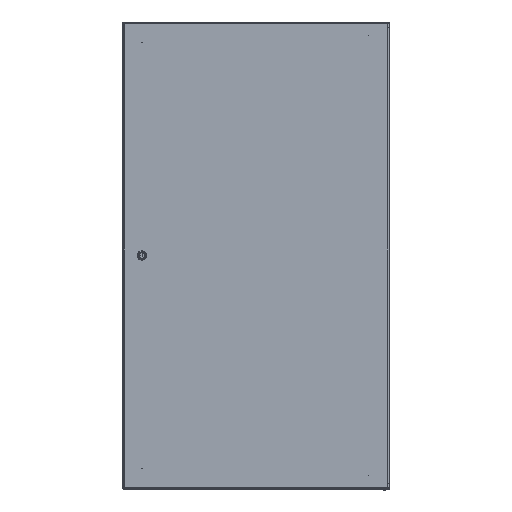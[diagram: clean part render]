
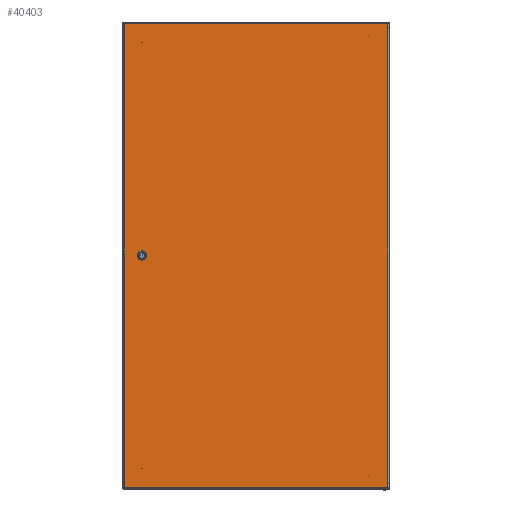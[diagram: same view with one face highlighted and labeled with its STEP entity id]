
A CAD part, top view. The second image highlights one B-rep face of the part: STEP entity #40403.
In plain terms, the highlighted face is planar.
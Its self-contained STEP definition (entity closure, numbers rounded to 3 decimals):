
#339 = EDGE_CURVE ( 'NONE', #10242, #10881, #79143, .T. ) ;
#997 = VECTOR ( 'NONE', #87620, 1000. ) ;
#2133 = FACE_OUTER_BOUND ( 'NONE', #49677, .T. ) ;
#3467 = LINE ( 'NONE', #10351, #71811 ) ;
#3683 = DIRECTION ( 'NONE',  ( 0., 0., 1. ) ) ;
#3895 = DIRECTION ( 'NONE',  ( 1., 0., 0. ) ) ;
#4560 = CARTESIAN_POINT ( 'NONE',  ( 3492.5, -695.4, -1.4 ) ) ;
#4698 = CIRCLE ( 'NONE', #66294, 11.25 ) ;
#6372 = CARTESIAN_POINT ( 'NONE',  ( -394.4, -695.4, -1.4 ) ) ;
#8497 = CARTESIAN_POINT ( 'NONE',  ( 347.137, -10.25, -1.4 ) ) ;
#8782 = CARTESIAN_POINT ( 'NONE',  ( 332.25, -4.637, -1.4 ) ) ;
#9819 = DIRECTION ( 'NONE',  ( 1., 0., 0. ) ) ;
#10083 = DIRECTION ( 'NONE',  ( -1., 0., 0. ) ) ;
#10242 = VERTEX_POINT ( 'NONE', #74273 ) ;
#10351 = CARTESIAN_POINT ( 'NONE',  ( 352.75, 4.637, -1.4 ) ) ;
#10881 = VERTEX_POINT ( 'NONE', #8497 ) ;
#13446 = EDGE_CURVE ( 'NONE', #31683, #30580, #75780, .T. ) ;
#13641 = CARTESIAN_POINT ( 'NONE',  ( 352.75, 4.637, -1.4 ) ) ;
#13983 = EDGE_CURVE ( 'NONE', #90546, #27394, #28808, .T. ) ;
#14617 = CARTESIAN_POINT ( 'NONE',  ( 347.137, 10.25, -1.4 ) ) ;
#14697 = ORIENTED_EDGE ( 'NONE', *, *, #30642, .T. ) ;
#14999 = VERTEX_POINT ( 'NONE', #6372 ) ;
#16507 = CARTESIAN_POINT ( 'NONE',  ( 394.4, 4191., -1.4 ) ) ;
#17422 = LINE ( 'NONE', #4560, #61077 ) ;
#23657 = PLANE ( 'NONE',  #53114 ) ;
#23896 = AXIS2_PLACEMENT_3D ( 'NONE', #54028, #61835, #60463 ) ;
#25318 = CARTESIAN_POINT ( 'NONE',  ( -394.4, 695.4, -1.4 ) ) ;
#25495 = CIRCLE ( 'NONE', #76815, 11.25 ) ;
#26855 = EDGE_CURVE ( 'NONE', #86997, #90546, #25495, .T. ) ;
#27394 = VERTEX_POINT ( 'NONE', #82838 ) ;
#27480 = CARTESIAN_POINT ( 'NONE',  ( -394.4, 4191., -1.4 ) ) ;
#27661 = ORIENTED_EDGE ( 'NONE', *, *, #339, .T. ) ;
#27703 = ORIENTED_EDGE ( 'NONE', *, *, #26855, .T. ) ;
#28293 = CARTESIAN_POINT ( 'NONE',  ( 342.5, 0., -1.4 ) ) ;
#28808 = LINE ( 'NONE', #14617, #79037 ) ;
#29087 = VECTOR ( 'NONE', #40376, 1000. ) ;
#30580 = VERTEX_POINT ( 'NONE', #8782 ) ;
#30642 = EDGE_CURVE ( 'NONE', #10881, #40809, #4698, .T. ) ;
#31683 = VERTEX_POINT ( 'NONE', #64258 ) ;
#33522 = CARTESIAN_POINT ( 'NONE',  ( 332.25, 4.637, -1.4 ) ) ;
#33562 = EDGE_CURVE ( 'NONE', #87021, #59353, #77565, .T. ) ;
#33869 = CARTESIAN_POINT ( 'NONE',  ( 347.137, 10.25, -1.4 ) ) ;
#35595 = VECTOR ( 'NONE', #42671, 1000. ) ;
#35634 = CARTESIAN_POINT ( 'NONE',  ( 394.4, 695.4, -1.4 ) ) ;
#36147 = ORIENTED_EDGE ( 'NONE', *, *, #89171, .T. ) ;
#38049 = DIRECTION ( 'NONE',  ( -1., 0., 0. ) ) ;
#39782 = DIRECTION ( 'NONE',  ( 1., 0., 0. ) ) ;
#40086 = EDGE_LOOP ( 'NONE', ( #53062, #40271, #69321, #27661, #14697, #46936, #27703, #80937 ) ) ;
#40271 = ORIENTED_EDGE ( 'NONE', *, *, #13446, .T. ) ;
#40376 = DIRECTION ( 'NONE',  ( 0., -1., 0. ) ) ;
#40403 = ADVANCED_FACE ( 'NONE', ( #2133, #86542 ), #23657, .F. ) ;
#40809 = VERTEX_POINT ( 'NONE', #79423 ) ;
#41245 = EDGE_CURVE ( 'NONE', #27394, #31683, #61986, .T. ) ;
#41721 = LINE ( 'NONE', #27480, #29087 ) ;
#42671 = DIRECTION ( 'NONE',  ( -1., 0., 0. ) ) ;
#43401 = CIRCLE ( 'NONE', #85975, 11.25 ) ;
#44978 = DIRECTION ( 'NONE',  ( 1., 0., 0. ) ) ;
#45227 = CARTESIAN_POINT ( 'NONE',  ( 394.4, -695.4, -1.4 ) ) ;
#45259 = ORIENTED_EDGE ( 'NONE', *, *, #73536, .T. ) ;
#45320 = VECTOR ( 'NONE', #67980, 1000. ) ;
#45662 = DIRECTION ( 'NONE',  ( 0., 1., 0. ) ) ;
#46936 = ORIENTED_EDGE ( 'NONE', *, *, #78955, .T. ) ;
#49677 = EDGE_LOOP ( 'NONE', ( #56457, #54503, #36147, #45259 ) ) ;
#52456 = VERTEX_POINT ( 'NONE', #45227 ) ;
#53062 = ORIENTED_EDGE ( 'NONE', *, *, #41245, .T. ) ;
#53114 = AXIS2_PLACEMENT_3D ( 'NONE', #79637, #67225, #3895 ) ;
#54028 = CARTESIAN_POINT ( 'NONE',  ( 342.5, 0., -1.4 ) ) ;
#54503 = ORIENTED_EDGE ( 'NONE', *, *, #33562, .F. ) ;
#54810 = VECTOR ( 'NONE', #9819, 1000. ) ;
#55414 = DIRECTION ( 'NONE',  ( 1., 0., 0. ) ) ;
#56457 = ORIENTED_EDGE ( 'NONE', *, *, #61592, .F. ) ;
#56463 = CARTESIAN_POINT ( 'NONE',  ( 3492.5, 695.4, -1.4 ) ) ;
#59353 = VERTEX_POINT ( 'NONE', #25318 ) ;
#60463 = DIRECTION ( 'NONE',  ( 1., 0., 0. ) ) ;
#61077 = VECTOR ( 'NONE', #10083, 1000. ) ;
#61411 = DIRECTION ( 'NONE',  ( 0., 0., 1. ) ) ;
#61592 = EDGE_CURVE ( 'NONE', #59353, #14999, #41721, .T. ) ;
#61835 = DIRECTION ( 'NONE',  ( 0., 0., 1. ) ) ;
#61986 = CIRCLE ( 'NONE', #23896, 11.25 ) ;
#64258 = CARTESIAN_POINT ( 'NONE',  ( 332.25, 4.637, -1.4 ) ) ;
#66294 = AXIS2_PLACEMENT_3D ( 'NONE', #80330, #3683, #44978 ) ;
#67225 = DIRECTION ( 'NONE',  ( 0., 0., 1. ) ) ;
#67980 = DIRECTION ( 'NONE',  ( 0., -1., 0. ) ) ;
#69321 = ORIENTED_EDGE ( 'NONE', *, *, #86969, .T. ) ;
#69621 = DIRECTION ( 'NONE',  ( 0., 0., 1. ) ) ;
#71811 = VECTOR ( 'NONE', #45662, 1000. ) ;
#72715 = CARTESIAN_POINT ( 'NONE',  ( 347.137, -10.25, -1.4 ) ) ;
#73536 = EDGE_CURVE ( 'NONE', #52456, #14999, #17422, .T. ) ;
#74273 = CARTESIAN_POINT ( 'NONE',  ( 337.863, -10.25, -1.4 ) ) ;
#75780 = LINE ( 'NONE', #33522, #45320 ) ;
#76815 = AXIS2_PLACEMENT_3D ( 'NONE', #82954, #69621, #39782 ) ;
#77565 = LINE ( 'NONE', #56463, #35595 ) ;
#78955 = EDGE_CURVE ( 'NONE', #40809, #86997, #3467, .T. ) ;
#79037 = VECTOR ( 'NONE', #38049, 1000. ) ;
#79143 = LINE ( 'NONE', #72715, #54810 ) ;
#79387 = LINE ( 'NONE', #16507, #997 ) ;
#79423 = CARTESIAN_POINT ( 'NONE',  ( 352.75, -4.637, -1.4 ) ) ;
#79637 = CARTESIAN_POINT ( 'NONE',  ( 0., 0., -1.4 ) ) ;
#80330 = CARTESIAN_POINT ( 'NONE',  ( 342.5, 0., -1.4 ) ) ;
#80937 = ORIENTED_EDGE ( 'NONE', *, *, #13983, .T. ) ;
#82838 = CARTESIAN_POINT ( 'NONE',  ( 337.863, 10.25, -1.4 ) ) ;
#82954 = CARTESIAN_POINT ( 'NONE',  ( 342.5, 0., -1.4 ) ) ;
#85975 = AXIS2_PLACEMENT_3D ( 'NONE', #28293, #61411, #55414 ) ;
#86542 = FACE_BOUND ( 'NONE', #40086, .T. ) ;
#86969 = EDGE_CURVE ( 'NONE', #30580, #10242, #43401, .T. ) ;
#86997 = VERTEX_POINT ( 'NONE', #13641 ) ;
#87021 = VERTEX_POINT ( 'NONE', #35634 ) ;
#87620 = DIRECTION ( 'NONE',  ( 0., -1., 0. ) ) ;
#89171 = EDGE_CURVE ( 'NONE', #87021, #52456, #79387, .T. ) ;
#90546 = VERTEX_POINT ( 'NONE', #33869 ) ;
